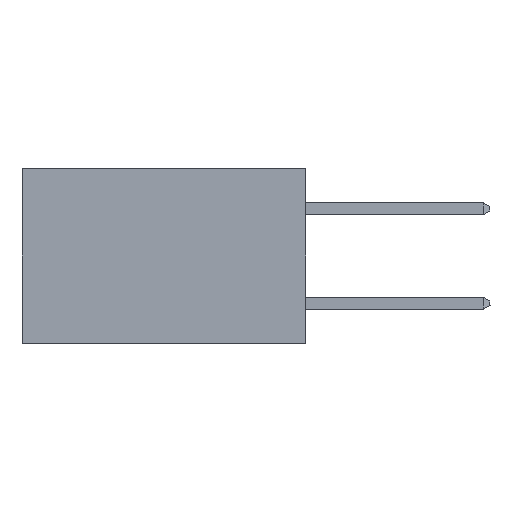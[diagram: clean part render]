
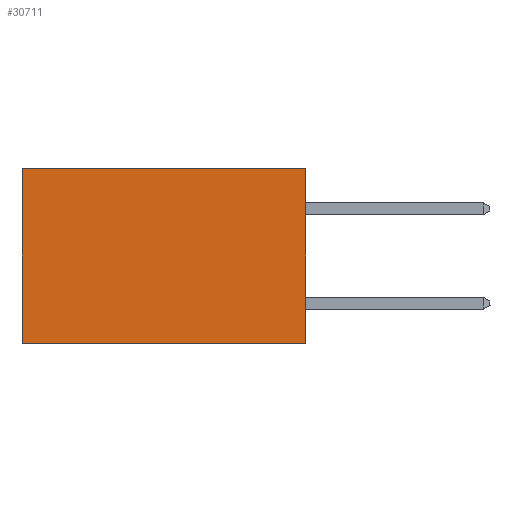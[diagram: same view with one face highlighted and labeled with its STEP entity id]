
A CAD part, left-side view. The second image highlights one B-rep face of the part: STEP entity #30711.
In plain terms, the highlighted planar face has unit normal (-1, 0, 0).
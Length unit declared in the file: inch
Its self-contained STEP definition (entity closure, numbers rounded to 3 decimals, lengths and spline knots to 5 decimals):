
#753 = DIRECTION ( 'NONE',  ( 0., 0., -1. ) ) ;
#1527 = ORIENTED_EDGE ( 'NONE', *, *, #2898, .T. ) ;
#2233 = VERTEX_POINT ( 'NONE', #28125 ) ;
#2426 = DIRECTION ( 'NONE',  ( 0., 0., -1. ) ) ;
#2898 = EDGE_CURVE ( 'NONE', #23119, #3593, #10619, .T. ) ;
#3593 = VERTEX_POINT ( 'NONE', #19214 ) ;
#5738 = ORIENTED_EDGE ( 'NONE', *, *, #27820, .T. ) ;
#8153 = LINE ( 'NONE', #11336, #26534 ) ;
#8296 = CARTESIAN_POINT ( 'NONE',  ( 0.298, 0., -0.37 ) ) ;
#8377 = ORIENTED_EDGE ( 'NONE', *, *, #19318, .F. ) ;
#8888 = ORIENTED_EDGE ( 'NONE', *, *, #19077, .F. ) ;
#9696 = VERTEX_POINT ( 'NONE', #8296 ) ;
#9739 = LINE ( 'NONE', #22932, #14545 ) ;
#10619 = LINE ( 'NONE', #27180, #13935 ) ;
#11336 = CARTESIAN_POINT ( 'NONE',  ( 0.298, 0., 0. ) ) ;
#12693 = CARTESIAN_POINT ( 'NONE',  ( 0.298, 0., 0. ) ) ;
#13727 = DIRECTION ( 'NONE',  ( 0., 1., 0. ) ) ;
#13935 = VECTOR ( 'NONE', #27348, 39.37008 ) ;
#14545 = VECTOR ( 'NONE', #18268, 39.37008 ) ;
#15025 = DIRECTION ( 'NONE',  ( 1., 0., 0. ) ) ;
#18268 = DIRECTION ( 'NONE',  ( 0., 1., 0. ) ) ;
#18432 = FACE_OUTER_BOUND ( 'NONE', #30847, .T. ) ;
#19077 = EDGE_CURVE ( 'NONE', #9696, #3593, #9739, .T. ) ;
#19214 = CARTESIAN_POINT ( 'NONE',  ( 0.298, 0.6, -0.37 ) ) ;
#19318 = EDGE_CURVE ( 'NONE', #2233, #9696, #27010, .T. ) ;
#21303 = VECTOR ( 'NONE', #2426, 39.37008 ) ;
#22932 = CARTESIAN_POINT ( 'NONE',  ( 0.298, 0., -0.37 ) ) ;
#23119 = VERTEX_POINT ( 'NONE', #27343 ) ;
#23997 = CARTESIAN_POINT ( 'NONE',  ( 0.298, 0., 0. ) ) ;
#26534 = VECTOR ( 'NONE', #13727, 39.37008 ) ;
#27010 = LINE ( 'NONE', #23997, #21303 ) ;
#27065 = PLANE ( 'NONE',  #30071 ) ;
#27180 = CARTESIAN_POINT ( 'NONE',  ( 0.298, 0.6, 0. ) ) ;
#27343 = CARTESIAN_POINT ( 'NONE',  ( 0.298, 0.6, 0. ) ) ;
#27348 = DIRECTION ( 'NONE',  ( 0., 0., -1. ) ) ;
#27820 = EDGE_CURVE ( 'NONE', #2233, #23119, #8153, .T. ) ;
#28125 = CARTESIAN_POINT ( 'NONE',  ( 0.298, 0., 0. ) ) ;
#30071 = AXIS2_PLACEMENT_3D ( 'NONE', #12693, #15025, #753 ) ;
#30711 = ADVANCED_FACE ( 'NONE', ( #18432 ), #27065, .F. ) ;
#30847 = EDGE_LOOP ( 'NONE', ( #1527, #8888, #8377, #5738 ) ) ;
